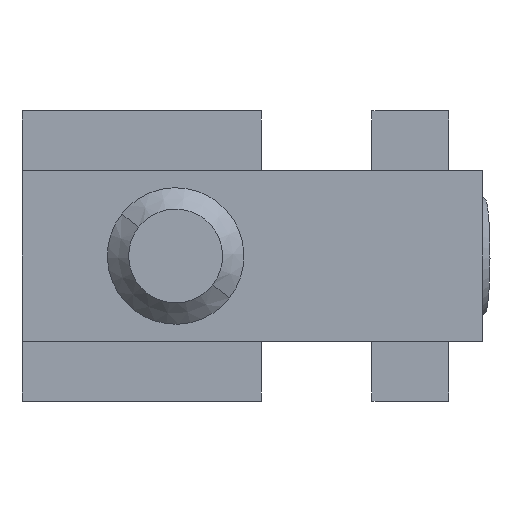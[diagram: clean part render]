
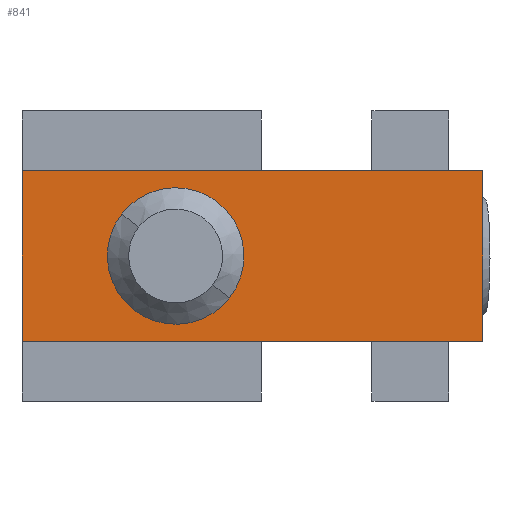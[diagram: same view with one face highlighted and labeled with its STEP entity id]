
A CAD part, left-side view. The second image highlights one B-rep face of the part: STEP entity #841.
In plain terms, the highlighted planar face has unit normal (-1, 0, 0).
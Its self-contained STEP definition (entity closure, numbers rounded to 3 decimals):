
#35 = AXIS2_PLACEMENT_3D ( 'NONE', #304, #303, #302 ) ;
#55 = AXIS2_PLACEMENT_3D ( 'NONE', #578, #603, #600 ) ;
#99 = CARTESIAN_POINT ( 'NONE',  ( -19.078, 6.152, -5.009 ) ) ;
#107 = CARTESIAN_POINT ( 'NONE',  ( -19.078, -11.848, -6.609 ) ) ;
#128 = CARTESIAN_POINT ( 'NONE',  ( -19.078, 6.152, 1.791 ) ) ;
#157 = CARTESIAN_POINT ( 'NONE',  ( -19.078, -11.848, 3.391 ) ) ;
#205 = CARTESIAN_POINT ( 'NONE',  ( -19.078, 15.152, 3.391 ) ) ;
#224 = CARTESIAN_POINT ( 'NONE',  ( -19.078, 15.152, -6.609 ) ) ;
#230 = CARTESIAN_POINT ( 'NONE',  ( -19.078, -11.848, 3.391 ) ) ;
#240 = PLANE ( 'NONE',  #1442 ) ;
#261 = DIRECTION ( 'NONE',  ( 0., 0., -1. ) ) ;
#262 = DIRECTION ( 'NONE',  ( 1., 0., 0. ) ) ;
#302 = DIRECTION ( 'NONE',  ( 0., 0., -1. ) ) ;
#303 = DIRECTION ( 'NONE',  ( 1., 0., 0. ) ) ;
#304 = CARTESIAN_POINT ( 'NONE',  ( -19.078, 6.152, -1.609 ) ) ;
#308 = DIRECTION ( 'NONE',  ( 0., 0., -1. ) ) ;
#311 = CARTESIAN_POINT ( 'NONE',  ( -19.078, 15.152, 3.391 ) ) ;
#399 = DIRECTION ( 'NONE',  ( 0., -1., 0. ) ) ;
#402 = CARTESIAN_POINT ( 'NONE',  ( -19.078, -11.848, 3.391 ) ) ;
#578 = CARTESIAN_POINT ( 'NONE',  ( -19.078, 6.152, -1.609 ) ) ;
#594 = DIRECTION ( 'NONE',  ( 0., -1., 0. ) ) ;
#600 = DIRECTION ( 'NONE',  ( 0., 0., -1. ) ) ;
#603 = DIRECTION ( 'NONE',  ( 1., 0., 0. ) ) ;
#611 = CARTESIAN_POINT ( 'NONE',  ( -19.078, -11.848, -6.609 ) ) ;
#656 = CARTESIAN_POINT ( 'NONE',  ( -19.078, -11.848, 3.391 ) ) ;
#688 = DIRECTION ( 'NONE',  ( 0., 0., -1. ) ) ;
#841 = ADVANCED_FACE ( 'NONE', ( #1286, #989 ), #240, .F. ) ;
#899 = LINE ( 'NONE', #311, #901 ) ;
#901 = VECTOR ( 'NONE', #308, 1000. ) ;
#989 = FACE_OUTER_BOUND ( 'NONE', #1737, .T. ) ;
#1084 = LINE ( 'NONE', #656, #1086 ) ;
#1086 = VECTOR ( 'NONE', #688, 1000. ) ;
#1094 = VECTOR ( 'NONE', #594, 1000. ) ;
#1100 = LINE ( 'NONE', #611, #1094 ) ;
#1104 = CIRCLE ( 'NONE', #55, 3.4 ) ;
#1158 = CIRCLE ( 'NONE', #35, 3.4 ) ;
#1286 = FACE_BOUND ( 'NONE', #1683, .T. ) ;
#1301 = VECTOR ( 'NONE', #399, 1000. ) ;
#1310 = LINE ( 'NONE', #402, #1301 ) ;
#1442 = AXIS2_PLACEMENT_3D ( 'NONE', #230, #262, #261 ) ;
#1505 = EDGE_CURVE ( 'NONE', #1902, #1937, #1104, .T. ) ;
#1507 = EDGE_CURVE ( 'NONE', #1708, #1929, #1100, .T. ) ;
#1517 = EDGE_CURVE ( 'NONE', #1862, #1929, #1084, .T. ) ;
#1609 = EDGE_CURVE ( 'NONE', #1824, #1862, #1310, .T. ) ;
#1640 = EDGE_CURVE ( 'NONE', #1824, #1708, #899, .T. ) ;
#1641 = EDGE_CURVE ( 'NONE', #1937, #1902, #1158, .T. ) ;
#1683 = EDGE_LOOP ( 'NONE', ( #1855, #1952 ) ) ;
#1708 = VERTEX_POINT ( 'NONE', #224 ) ;
#1737 = EDGE_LOOP ( 'NONE', ( #1963, #1972, #1943, #1940 ) ) ;
#1824 = VERTEX_POINT ( 'NONE', #205 ) ;
#1855 = ORIENTED_EDGE ( 'NONE', *, *, #1641, .T. ) ;
#1862 = VERTEX_POINT ( 'NONE', #157 ) ;
#1902 = VERTEX_POINT ( 'NONE', #128 ) ;
#1929 = VERTEX_POINT ( 'NONE', #107 ) ;
#1937 = VERTEX_POINT ( 'NONE', #99 ) ;
#1940 = ORIENTED_EDGE ( 'NONE', *, *, #1640, .T. ) ;
#1943 = ORIENTED_EDGE ( 'NONE', *, *, #1609, .F. ) ;
#1952 = ORIENTED_EDGE ( 'NONE', *, *, #1505, .T. ) ;
#1963 = ORIENTED_EDGE ( 'NONE', *, *, #1507, .T. ) ;
#1972 = ORIENTED_EDGE ( 'NONE', *, *, #1517, .F. ) ;
